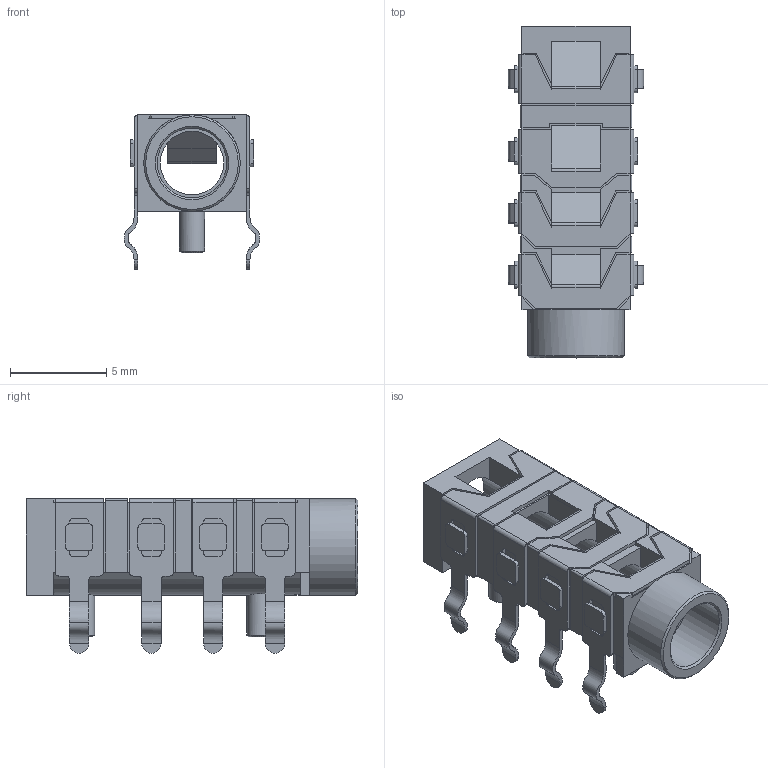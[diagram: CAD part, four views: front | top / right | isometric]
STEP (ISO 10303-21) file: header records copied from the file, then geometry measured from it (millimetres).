
FILE_DESCRIPTION(/* description */ (''),/* implementation_level */ '2;1');
FILE_NAME(/* name */ 'Cliff FC68128.step',/* time_stamp */ '2022-01-05T22:30:31+00:00',/* author */ (''),/* organization */ (''),/* preprocessor_version */ 'ST-DEVELOPER v18.1',/* originating_system */ 'Autodesk Translation Framework v10.10.0.1391',/* authorisation */ '');
FILE_SCHEMA (('AUTOMOTIVE_DESIGN { 1 0 10303 214 3 1 1 }'));
Length unit declared in the file: millimetre
Products named in the file (1): Cliff FC68128
Bounding box: 7 x 17.2 x 8 mm (x, y, z)
Volume: 281.1 mm3; surface area: 946.1 mm2
Topology: 5 solids, 5 shells, 510 faces, 1408 edges, 924 vertices
Faces by surface type: plane 348, cylinder 122, bspline 36, cone 4
Full cylindrical faces by diameter (mm): 1.3 x2, 3.3 x1, 3.6 x1, 5 x1
Entity records: 18408 total; most frequent: CARTESIAN_POINT 5335, ORIENTED_EDGE 2816, DIRECTION 2541, EDGE_CURVE 1408, LINE 1069, VECTOR 1069, VERTEX_POINT 924, AXIS2_PLACEMENT_3D 736
